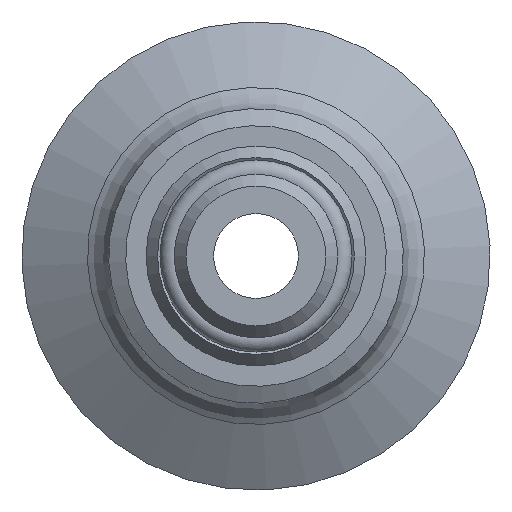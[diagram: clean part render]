
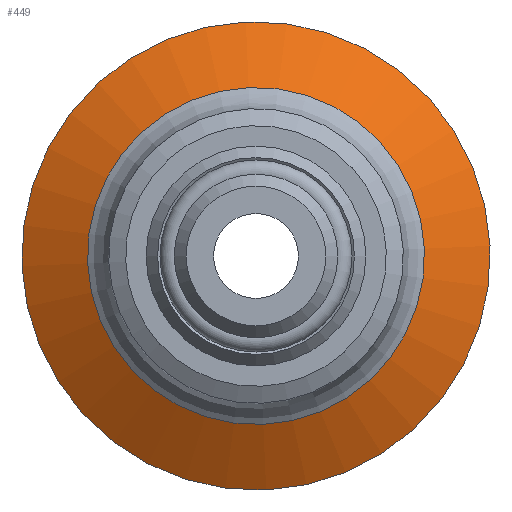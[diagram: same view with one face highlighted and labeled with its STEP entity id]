
A CAD part, left-side view. The second image highlights one B-rep face of the part: STEP entity #449.
In plain terms, the highlighted conical face has half-angle 60 degrees and reference radius 15.069 mm.
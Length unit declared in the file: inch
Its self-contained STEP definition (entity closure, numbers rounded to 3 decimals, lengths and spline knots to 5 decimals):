
#30=CONICAL_SURFACE('',#515,0.59325,60.);
#116=FACE_BOUND('',#209,.T.);
#149=FACE_OUTER_BOUND('',#208,.T.);
#208=EDGE_LOOP('',(#407));
#209=EDGE_LOOP('',(#408));
#237=CIRCLE('',#508,0.69);
#240=CIRCLE('',#514,0.4965);
#274=VERTEX_POINT('',#764);
#277=VERTEX_POINT('',#773);
#317=EDGE_CURVE('',#274,#274,#237,.T.);
#320=EDGE_CURVE('',#277,#277,#240,.T.);
#407=ORIENTED_EDGE('',*,*,#317,.F.);
#408=ORIENTED_EDGE('',*,*,#320,.T.);
#449=ADVANCED_FACE('',(#149,#116),#30,.T.);
#508=AXIS2_PLACEMENT_3D('',#765,#638,#639);
#514=AXIS2_PLACEMENT_3D('',#774,#650,#651);
#515=AXIS2_PLACEMENT_3D('',#775,#652,#653);
#638=DIRECTION('center_axis',(1.,0.,0.));
#639=DIRECTION('ref_axis',(0.,0.043,0.999));
#650=DIRECTION('center_axis',(1.,0.,0.));
#651=DIRECTION('ref_axis',(0.,0.043,0.999));
#652=DIRECTION('center_axis',(1.,0.,0.));
#653=DIRECTION('ref_axis',(0.,0.043,0.999));
#764=CARTESIAN_POINT('',(-0.3039,0.02994,0.68935));
#765=CARTESIAN_POINT('Origin',(-0.3039,0.,0.));
#773=CARTESIAN_POINT('',(-0.41562,0.02154,0.49603));
#774=CARTESIAN_POINT('Origin',(-0.41562,0.,
0.));
#775=CARTESIAN_POINT('Origin',(-0.35976,0.,
0.));
